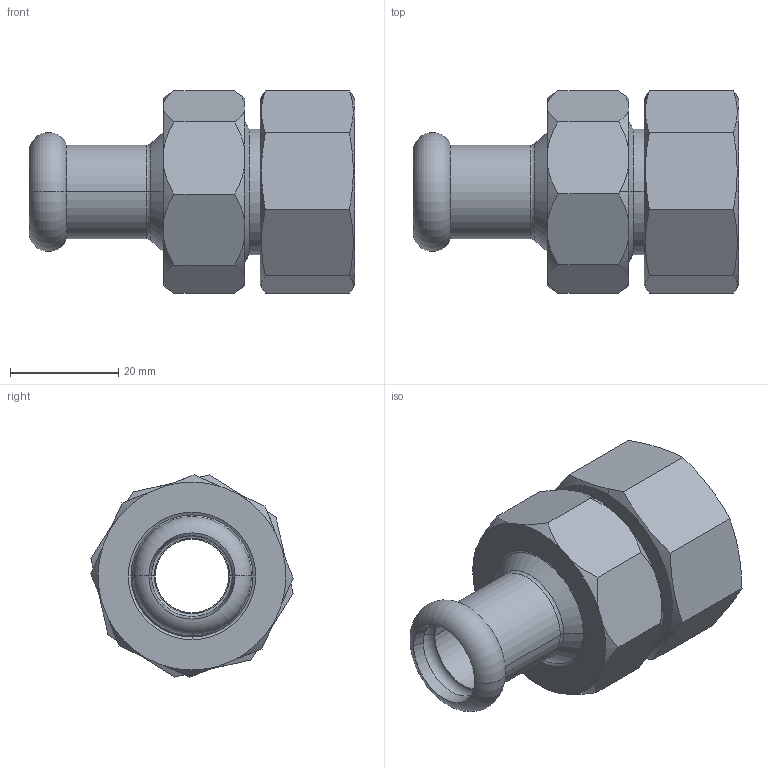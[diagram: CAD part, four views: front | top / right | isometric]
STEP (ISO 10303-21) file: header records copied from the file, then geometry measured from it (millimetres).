
FILE_DESCRIPTION (( 'STEP AP203' ), '1' );
FILE_NAME ('3D_PS729_15 x 3-4_148821130.STEP', '2024-11-23T09:33:07', ( '' ), ( '' ), 'SwSTEP 2.0', 'SolidWorks 2023', '' );
FILE_SCHEMA (( 'CONFIG_CONTROL_DESIGN' ));
Length unit declared in the file: millimetre
Products named in the file (1): 3D_PS729_15 x 3-4_148821130
Bounding box: 60.21 x 37.44 x 37.44 mm (x, y, z)
Volume: 24982.4 mm3; surface area: 15034 mm2
Topology: 3 solids, 3 shells, 98 faces, 230 edges, 142 vertices
Faces by surface type: cone 40, plane 26, cylinder 24, torus 8
Entity records: 3117 total; most frequent: CARTESIAN_POINT 813, DIRECTION 470, ORIENTED_EDGE 460, EDGE_CURVE 230, AXIS2_PLACEMENT_3D 195, VERTEX_POINT 142, EDGE_LOOP 108, ADVANCED_FACE 98
